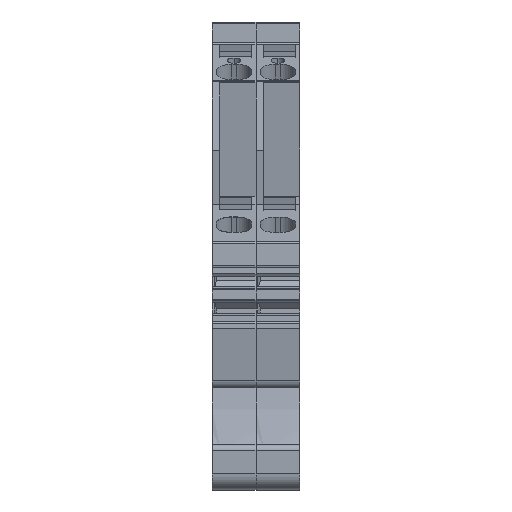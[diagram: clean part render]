
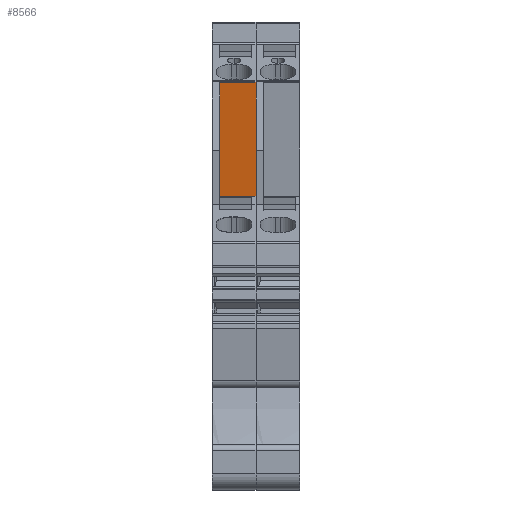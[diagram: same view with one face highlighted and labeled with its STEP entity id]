
A CAD part, front view. The second image highlights one B-rep face of the part: STEP entity #8566.
In plain terms, the highlighted planar face has unit normal (0, -0.983, -0.182).
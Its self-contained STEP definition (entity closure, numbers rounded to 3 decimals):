
#8546=AXIS2_PLACEMENT_3D('Plane Axis2P3D',#8543,#8544,#8545) ;
#514=CARTESIAN_POINT('Vertex',(5.1,10.448,47.461)) ;
#517=CARTESIAN_POINT('Line Origine',(5.1,11.675,40.826)) ;
#521=CARTESIAN_POINT('Vertex',(5.1,12.902,34.191)) ;
#8508=CARTESIAN_POINT('Line Origine',(2.975,12.902,34.191)) ;
#8512=CARTESIAN_POINT('Vertex',(0.85,12.902,34.191)) ;
#8543=CARTESIAN_POINT('Axis2P3D Location',(5.1,10.448,47.461)) ;
#8548=CARTESIAN_POINT('Line Origine',(0.85,11.675,40.826)) ;
#8552=CARTESIAN_POINT('Vertex',(0.85,10.448,47.461)) ;
#8555=CARTESIAN_POINT('Line Origine',(2.975,10.448,47.461)) ;
#518=DIRECTION('Vector Direction',(0.,0.182,-0.983)) ;
#8509=DIRECTION('Vector Direction',(-1.,0.,0.)) ;
#8544=DIRECTION('Axis2P3D Direction',(0.,0.983,0.182)) ;
#8545=DIRECTION('Axis2P3D XDirection',(0.,0.182,-0.983)) ;
#8549=DIRECTION('Vector Direction',(0.,0.182,-0.983)) ;
#8556=DIRECTION('Vector Direction',(-1.,0.,0.)) ;
#519=VECTOR('Line Direction',#518,1.) ;
#8510=VECTOR('Line Direction',#8509,1.) ;
#8550=VECTOR('Line Direction',#8549,1.) ;
#8557=VECTOR('Line Direction',#8556,1.) ;
#8561=ORIENTED_EDGE('',*,*,#8554,.T.) ;
#8562=ORIENTED_EDGE('',*,*,#8514,.F.) ;
#8563=ORIENTED_EDGE('',*,*,#523,.F.) ;
#8564=ORIENTED_EDGE('',*,*,#8559,.T.) ;
#8566=ADVANCED_FACE('ZDK_2-5-2_DB-BED-OR',(#8565),#8547,.F.) ;
#523=EDGE_CURVE('',#515,#522,#520,.T.) ;
#8514=EDGE_CURVE('',#522,#8513,#8511,.T.) ;
#8554=EDGE_CURVE('',#8553,#8513,#8551,.T.) ;
#8559=EDGE_CURVE('',#515,#8553,#8558,.T.) ;
#8560=EDGE_LOOP('',(#8561,#8562,#8563,#8564)) ;
#8565=FACE_OUTER_BOUND('',#8560,.T.) ;
#520=LINE('Line',#517,#519) ;
#8511=LINE('Line',#8508,#8510) ;
#8551=LINE('Line',#8548,#8550) ;
#8558=LINE('Line',#8555,#8557) ;
#8547=PLANE('',#8546) ;
#515=VERTEX_POINT('',#514) ;
#522=VERTEX_POINT('',#521) ;
#8513=VERTEX_POINT('',#8512) ;
#8553=VERTEX_POINT('',#8552) ;
